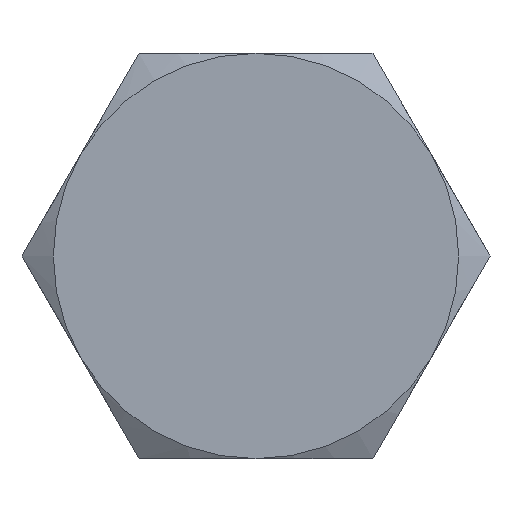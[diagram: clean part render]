
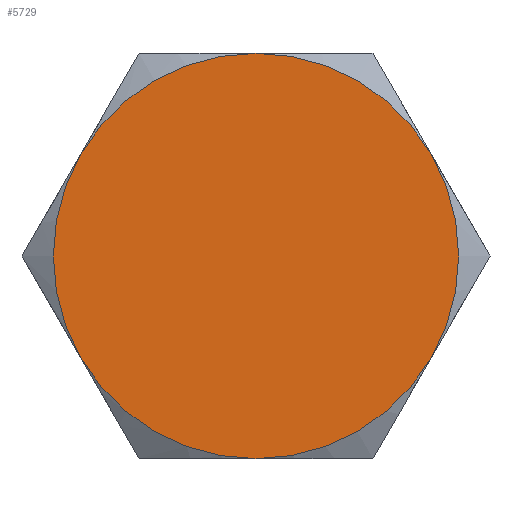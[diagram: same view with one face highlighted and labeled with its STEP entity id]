
A CAD part, left-side view. The second image highlights one B-rep face of the part: STEP entity #5729.
In plain terms, the highlighted planar face has unit normal (-1, 0, 0).
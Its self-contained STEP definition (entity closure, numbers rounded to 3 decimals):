
#43 = ORIENTED_EDGE ( 'NONE', *, *, #3831, .T. ) ;
#64 = DIRECTION ( 'NONE',  ( -1., 0., 0. ) ) ;
#122 = AXIS2_PLACEMENT_3D ( 'NONE', #5165, #5142, #1742 ) ;
#177 = CIRCLE ( 'NONE', #3956, 2.75 ) ;
#287 = DIRECTION ( 'NONE',  ( -1., 0., 0. ) ) ;
#460 = DIRECTION ( 'NONE',  ( 0., 0., 1. ) ) ;
#535 = DIRECTION ( 'NONE',  ( 0., 0., -1. ) ) ;
#732 = ORIENTED_EDGE ( 'NONE', *, *, #1242, .T. ) ;
#843 = VERTEX_POINT ( 'NONE', #5496 ) ;
#1114 = CARTESIAN_POINT ( 'NONE',  ( -5., 0., 0. ) ) ;
#1151 = VERTEX_POINT ( 'NONE', #2914 ) ;
#1242 = EDGE_CURVE ( 'NONE', #843, #6258, #2741, .T. ) ;
#1297 = VERTEX_POINT ( 'NONE', #5961 ) ;
#1525 = ORIENTED_EDGE ( 'NONE', *, *, #3428, .T. ) ;
#1537 = EDGE_CURVE ( 'NONE', #4750, #5652, #2272, .T. ) ;
#1587 = AXIS2_PLACEMENT_3D ( 'NONE', #2540, #6003, #1602 ) ;
#1602 = DIRECTION ( 'NONE',  ( 0., 0., -1. ) ) ;
#1682 = ORIENTED_EDGE ( 'NONE', *, *, #1537, .T. ) ;
#1736 = CARTESIAN_POINT ( 'NONE',  ( -5., 0., 0. ) ) ;
#1742 = DIRECTION ( 'NONE',  ( 0., 0., -1. ) ) ;
#1802 = DIRECTION ( 'NONE',  ( 0., 0., -1. ) ) ;
#1872 = CIRCLE ( 'NONE', #2477, 2.75 ) ;
#2050 = CARTESIAN_POINT ( 'NONE',  ( -5., 0., 0. ) ) ;
#2250 = CARTESIAN_POINT ( 'NONE',  ( -5., 2.382, 1.375 ) ) ;
#2272 = CIRCLE ( 'NONE', #1587, 2.75 ) ;
#2397 = CARTESIAN_POINT ( 'NONE',  ( -5., -1.588, -2.75 ) ) ;
#2477 = AXIS2_PLACEMENT_3D ( 'NONE', #6149, #5199, #2813 ) ;
#2516 = DIRECTION ( 'NONE',  ( 0., 0., -1. ) ) ;
#2540 = CARTESIAN_POINT ( 'NONE',  ( -5., 0., 0. ) ) ;
#2568 = CIRCLE ( 'NONE', #122, 2.75 ) ;
#2741 = CIRCLE ( 'NONE', #3559, 2.75 ) ;
#2802 = CIRCLE ( 'NONE', #5564, 2.75 ) ;
#2813 = DIRECTION ( 'NONE',  ( 0., 0., -1. ) ) ;
#2815 = AXIS2_PLACEMENT_3D ( 'NONE', #2397, #4816, #460 ) ;
#2914 = CARTESIAN_POINT ( 'NONE',  ( -5., 0., -2.75 ) ) ;
#3027 = DIRECTION ( 'NONE',  ( -1., 0., 0. ) ) ;
#3287 = ORIENTED_EDGE ( 'NONE', *, *, #5372, .T. ) ;
#3428 = EDGE_CURVE ( 'NONE', #1297, #1151, #177, .T. ) ;
#3487 = FACE_OUTER_BOUND ( 'NONE', #4613, .T. ) ;
#3559 = AXIS2_PLACEMENT_3D ( 'NONE', #2050, #64, #535 ) ;
#3831 = EDGE_CURVE ( 'NONE', #5652, #1297, #2568, .T. ) ;
#3833 = PLANE ( 'NONE',  #2815 ) ;
#3956 = AXIS2_PLACEMENT_3D ( 'NONE', #1114, #3027, #2516 ) ;
#4388 = CARTESIAN_POINT ( 'NONE',  ( -5., -2.382, 1.375 ) ) ;
#4613 = EDGE_LOOP ( 'NONE', ( #5526, #732, #3287, #1682, #43, #1525 ) ) ;
#4750 = VERTEX_POINT ( 'NONE', #4933 ) ;
#4816 = DIRECTION ( 'NONE',  ( -1., 0., 0. ) ) ;
#4933 = CARTESIAN_POINT ( 'NONE',  ( -5., 0., 2.75 ) ) ;
#5142 = DIRECTION ( 'NONE',  ( -1., 0., 0. ) ) ;
#5165 = CARTESIAN_POINT ( 'NONE',  ( -5., 0., 0. ) ) ;
#5199 = DIRECTION ( 'NONE',  ( -1., 0., 0. ) ) ;
#5372 = EDGE_CURVE ( 'NONE', #6258, #4750, #2802, .T. ) ;
#5496 = CARTESIAN_POINT ( 'NONE',  ( -5., -2.382, -1.375 ) ) ;
#5526 = ORIENTED_EDGE ( 'NONE', *, *, #5543, .T. ) ;
#5543 = EDGE_CURVE ( 'NONE', #1151, #843, #1872, .T. ) ;
#5564 = AXIS2_PLACEMENT_3D ( 'NONE', #1736, #287, #1802 ) ;
#5652 = VERTEX_POINT ( 'NONE', #2250 ) ;
#5729 = ADVANCED_FACE ( 'NONE', ( #3487 ), #3833, .T. ) ;
#5961 = CARTESIAN_POINT ( 'NONE',  ( -5., 2.382, -1.375 ) ) ;
#6003 = DIRECTION ( 'NONE',  ( -1., 0., 0. ) ) ;
#6149 = CARTESIAN_POINT ( 'NONE',  ( -5., 0., 0. ) ) ;
#6258 = VERTEX_POINT ( 'NONE', #4388 ) ;
